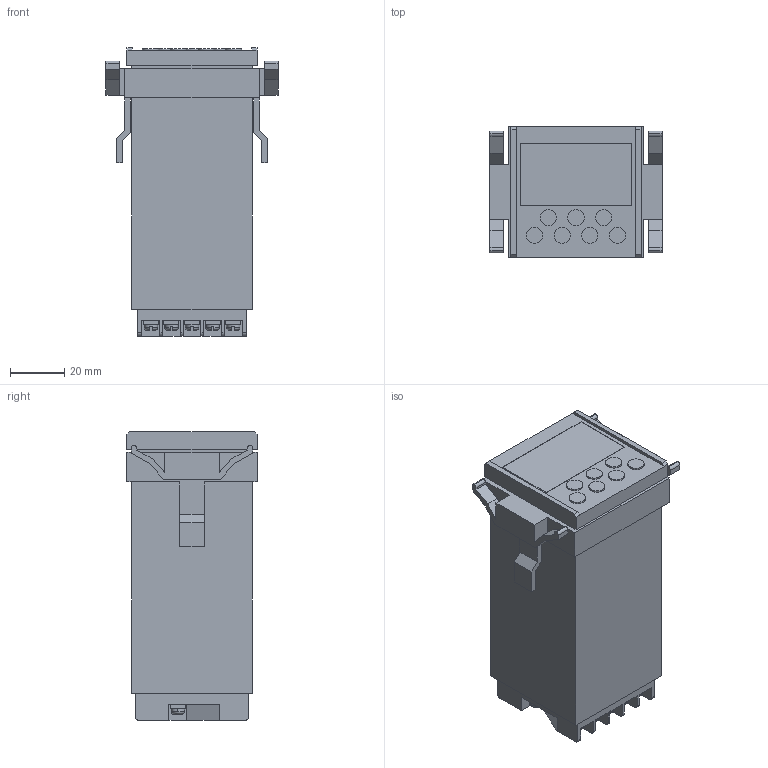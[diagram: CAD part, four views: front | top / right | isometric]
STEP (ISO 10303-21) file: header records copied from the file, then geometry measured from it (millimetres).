
FILE_DESCRIPTION (( 'STEP AP214' ), '1' );
FILE_NAME ('KT-V4S-D.STEP', '2019-07-22T19:16:21', ( '' ), ( '' ), 'SwSTEP 2.0', 'SolidWorks 2018', '' );
FILE_SCHEMA (( 'AUTOMOTIVE_DESIGN' ));
Length unit declared in the file: millimetre
Products named in the file (1): KT-V4S-D
Bounding box: 63.5 x 48 x 106.6 mm (x, y, z)
Volume: 212506.3 mm3; surface area: 34937.6 mm2
Topology: 28 solids, 28 shells, 513 faces, 1318 edges, 873 vertices
Faces by surface type: plane 410, cylinder 64, torus 39
Entity records: 15989 total; most frequent: CARTESIAN_POINT 3069, ORIENTED_EDGE 2636, DIRECTION 2526, EDGE_CURVE 1318, VECTOR 1034, LINE 1034, VERTEX_POINT 873, AXIS2_PLACEMENT_3D 746
